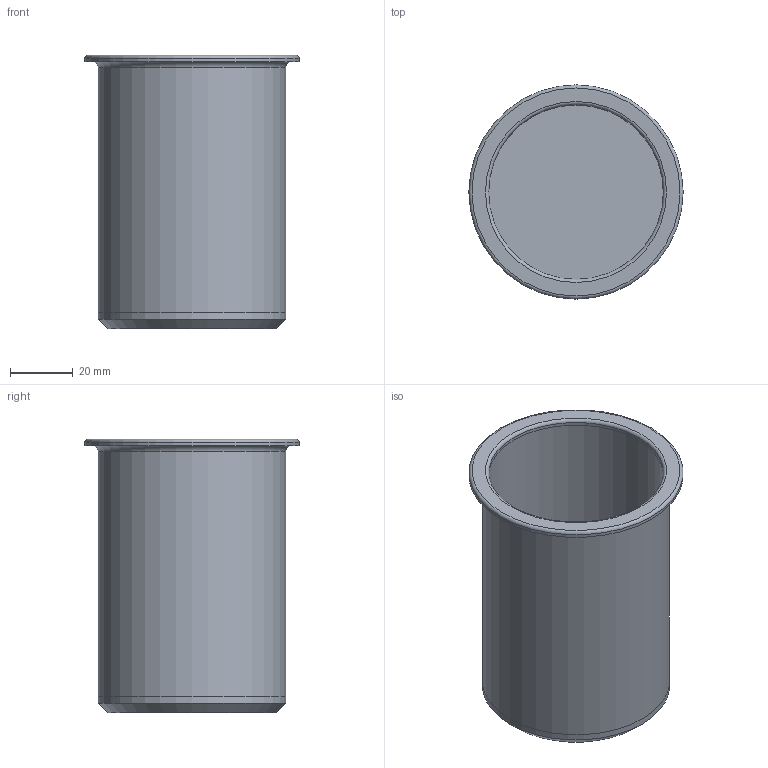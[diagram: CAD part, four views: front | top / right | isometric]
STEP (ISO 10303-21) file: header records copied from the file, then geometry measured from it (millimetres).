
FILE_DESCRIPTION(('FreeCAD Model'),'2;1');
FILE_NAME('Open CASCADE Shape Model','2023-12-03T20:15:59',(''),(''), 'Open CASCADE STEP processor 7.6','FreeCAD','Unknown');
FILE_SCHEMA(('AUTOMOTIVE_DESIGN { 1 0 10303 214 1 1 1 1 }'));
Length unit declared in the file: millimetre
Products named in the file (1): Cup
Bounding box: 68.2 x 68.2 x 87 mm (x, y, z)
Volume: 44617.8 mm3; surface area: 37306.5 mm2
Topology: 1 solids, 1 shells, 13 faces, 21 edges, 12 vertices
Faces by surface type: cylinder 5, plane 4, torus 3, cone 1
Full cylindrical faces by diameter (mm): 55.6 x2, 59.6 x2, 68.2 x1
Entity records: 600 total; most frequent: DIRECTION 105, CARTESIAN_POINT 95, ORIENTED_EDGE 42, PCURVE 42, DEFINITIONAL_REPRESENTATION 42, LINE 42, VECTOR 42, AXIS2_PLACEMENT_3D 29
